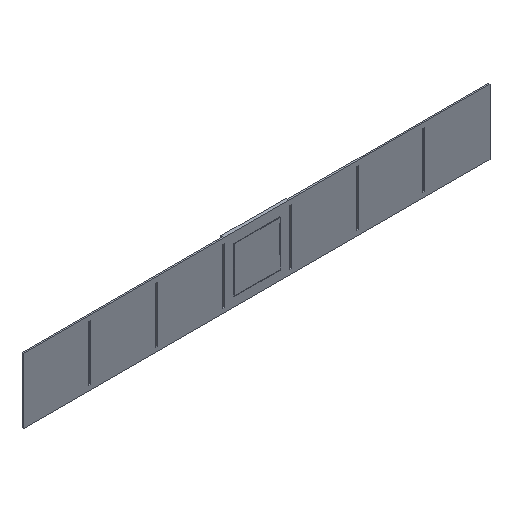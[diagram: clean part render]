
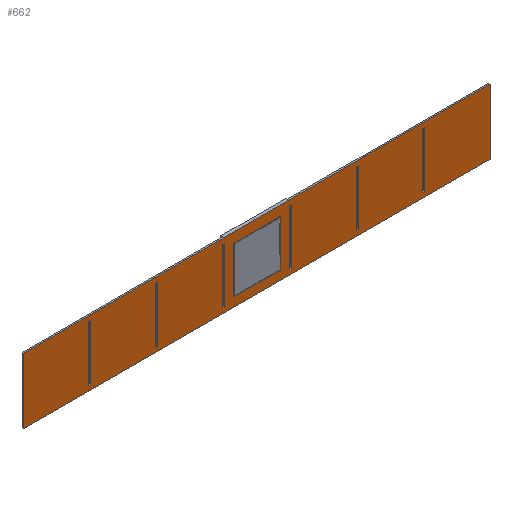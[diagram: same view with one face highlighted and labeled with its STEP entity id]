
A CAD part, isometric view. The second image highlights one B-rep face of the part: STEP entity #662.
In plain terms, the highlighted planar face has unit normal (0, -1, 0).
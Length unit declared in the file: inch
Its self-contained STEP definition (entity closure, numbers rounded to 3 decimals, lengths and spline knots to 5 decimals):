
#1=DIRECTION('',(0.,0.,-1.));
#2=VECTOR('',#1,0.17);
#3=CARTESIAN_POINT('',(0.1,0.,0.085));
#4=LINE('',#3,#2);
#5=DIRECTION('',(-1.,0.,0.));
#6=VECTOR('',#5,0.00594);
#7=CARTESIAN_POINT('',(0.10594,0.,-0.085));
#8=LINE('',#7,#6);
#9=DIRECTION('',(0.,0.,-1.));
#10=VECTOR('',#9,0.17);
#11=CARTESIAN_POINT('',(0.10594,0.,0.085));
#12=LINE('',#11,#10);
#13=DIRECTION('',(1.,0.,0.));
#14=VECTOR('',#13,0.00594);
#15=CARTESIAN_POINT('',(0.1,0.,0.085));
#16=LINE('',#15,#14);
#17=DIRECTION('',(0.,0.,1.));
#18=VECTOR('',#17,0.17);
#19=CARTESIAN_POINT('',(0.50906,0.,-0.085));
#20=LINE('',#19,#18);
#21=DIRECTION('',(-1.,0.,0.));
#22=VECTOR('',#21,0.00594);
#23=CARTESIAN_POINT('',(0.515,0.,-0.085));
#24=LINE('',#23,#22);
#25=DIRECTION('',(0.,0.,-1.));
#26=VECTOR('',#25,0.17);
#27=CARTESIAN_POINT('',(0.515,0.,0.085));
#28=LINE('',#27,#26);
#29=DIRECTION('',(1.,0.,0.));
#30=VECTOR('',#29,0.00594);
#31=CARTESIAN_POINT('',(0.50906,0.,0.085));
#32=LINE('',#31,#30);
#33=DIRECTION('',(0.,0.,1.));
#34=VECTOR('',#33,0.17);
#35=CARTESIAN_POINT('',(0.30594,0.,-0.085));
#36=LINE('',#35,#34);
#37=DIRECTION('',(-1.,0.,0.));
#38=VECTOR('',#37,0.00594);
#39=CARTESIAN_POINT('',(0.31189,0.,-0.085));
#40=LINE('',#39,#38);
#41=DIRECTION('',(0.,0.,-1.));
#42=VECTOR('',#41,0.17);
#43=CARTESIAN_POINT('',(0.31189,0.,0.085));
#44=LINE('',#43,#42);
#45=DIRECTION('',(1.,0.,0.));
#46=VECTOR('',#45,0.00594);
#47=CARTESIAN_POINT('',(0.30594,0.,0.085));
#48=LINE('',#47,#46);
#49=DIRECTION('',(0.,0.,1.));
#50=VECTOR('',#49,0.17);
#51=CARTESIAN_POINT('',(-0.1,0.,-0.085));
#52=LINE('',#51,#50);
#53=DIRECTION('',(-1.,0.,0.));
#54=VECTOR('',#53,0.00594);
#55=CARTESIAN_POINT('',(-0.1,0.,0.085));
#56=LINE('',#55,#54);
#57=DIRECTION('',(0.,0.,-1.));
#58=VECTOR('',#57,0.17);
#59=CARTESIAN_POINT('',(-0.10594,0.,0.085));
#60=LINE('',#59,#58);
#61=DIRECTION('',(1.,0.,0.));
#62=VECTOR('',#61,0.00594);
#63=CARTESIAN_POINT('',(-0.10594,0.,-0.085));
#64=LINE('',#63,#62);
#65=DIRECTION('',(0.,0.,1.));
#66=VECTOR('',#65,0.17);
#67=CARTESIAN_POINT('',(-0.50906,0.,-0.085));
#68=LINE('',#67,#66);
#69=DIRECTION('',(-1.,0.,0.));
#70=VECTOR('',#69,0.00594);
#71=CARTESIAN_POINT('',(-0.50906,0.,0.085));
#72=LINE('',#71,#70);
#73=DIRECTION('',(0.,0.,-1.));
#74=VECTOR('',#73,0.17);
#75=CARTESIAN_POINT('',(-0.515,0.,0.085));
#76=LINE('',#75,#74);
#77=DIRECTION('',(1.,0.,0.));
#78=VECTOR('',#77,0.00594);
#79=CARTESIAN_POINT('',(-0.515,0.,-0.085));
#80=LINE('',#79,#78);
#81=DIRECTION('',(0.,0.,1.));
#82=VECTOR('',#81,0.17);
#83=CARTESIAN_POINT('',(-0.30594,0.,-0.085));
#84=LINE('',#83,#82);
#85=DIRECTION('',(-1.,0.,0.));
#86=VECTOR('',#85,0.00594);
#87=CARTESIAN_POINT('',(-0.30594,0.,0.085));
#88=LINE('',#87,#86);
#89=DIRECTION('',(0.,0.,-1.));
#90=VECTOR('',#89,0.17);
#91=CARTESIAN_POINT('',(-0.31189,0.,0.085));
#92=LINE('',#91,#90);
#93=DIRECTION('',(1.,0.,0.));
#94=VECTOR('',#93,0.00594);
#95=CARTESIAN_POINT('',(-0.31189,0.,-0.085));
#96=LINE('',#95,#94);
#97=DIRECTION('',(1.,0.,0.));
#98=VECTOR('',#97,0.14);
#99=CARTESIAN_POINT('',(-0.07,0.,-0.07));
#100=LINE('',#99,#98);
#101=DIRECTION('',(0.,0.,1.));
#102=VECTOR('',#101,0.14);
#103=CARTESIAN_POINT('',(0.07,0.,-0.07));
#104=LINE('',#103,#102);
#105=DIRECTION('',(-1.,0.,0.));
#106=VECTOR('',#105,0.14);
#107=CARTESIAN_POINT('',(0.07,0.,0.07));
#108=LINE('',#107,#106);
#109=DIRECTION('',(0.,0.,-1.));
#110=VECTOR('',#109,0.14);
#111=CARTESIAN_POINT('',(-0.07,0.,0.07));
#112=LINE('',#111,#110);
#113=DIRECTION('',(0.,0.,1.));
#114=VECTOR('',#113,0.2);
#115=CARTESIAN_POINT('',(0.715,0.,-0.1));
#116=LINE('',#115,#114);
#117=DIRECTION('',(0.,0.,1.));
#118=VECTOR('',#117,0.2);
#119=CARTESIAN_POINT('',(-0.715,0.,-0.1));
#120=LINE('',#119,#118);
#237=DIRECTION('',(1.,0.,0.));
#238=VECTOR('',#237,1.43);
#239=CARTESIAN_POINT('',(-0.715,0.,-0.1));
#240=LINE('',#239,#238);
#253=DIRECTION('',(-1.,0.,0.));
#254=VECTOR('',#253,1.43);
#255=CARTESIAN_POINT('',(0.715,0.,0.1));
#256=LINE('',#255,#254);
#441=CARTESIAN_POINT('',(-0.10594,0.,0.085));
#442=CARTESIAN_POINT('',(-0.10594,0.,-0.085));
#443=VERTEX_POINT('',#441);
#444=VERTEX_POINT('',#442);
#445=CARTESIAN_POINT('',(-0.30594,0.,-0.085));
#446=CARTESIAN_POINT('',(-0.30594,0.,0.085));
#447=VERTEX_POINT('',#445);
#448=VERTEX_POINT('',#446);
#449=CARTESIAN_POINT('',(-0.31189,0.,0.085));
#450=VERTEX_POINT('',#449);
#451=CARTESIAN_POINT('',(-0.31189,0.,-0.085));
#452=VERTEX_POINT('',#451);
#453=CARTESIAN_POINT('',(-0.50906,0.,-0.085));
#454=CARTESIAN_POINT('',(-0.50906,0.,0.085));
#455=VERTEX_POINT('',#453);
#456=VERTEX_POINT('',#454);
#457=CARTESIAN_POINT('',(-0.515,0.,0.085));
#458=VERTEX_POINT('',#457);
#459=CARTESIAN_POINT('',(-0.515,0.,-0.085));
#460=VERTEX_POINT('',#459);
#461=CARTESIAN_POINT('',(-0.715,0.,-0.1));
#462=CARTESIAN_POINT('',(-0.715,0.,0.1));
#463=VERTEX_POINT('',#461);
#464=VERTEX_POINT('',#462);
#493=CARTESIAN_POINT('',(-0.1,0.,0.085));
#495=VERTEX_POINT('',#493);
#497=CARTESIAN_POINT('',(-0.1,0.,-0.085));
#498=VERTEX_POINT('',#497);
#501=CARTESIAN_POINT('',(0.10594,0.,0.085));
#502=CARTESIAN_POINT('',(0.10594,0.,-0.085));
#503=VERTEX_POINT('',#501);
#504=VERTEX_POINT('',#502);
#505=CARTESIAN_POINT('',(0.30594,0.,-0.085));
#506=CARTESIAN_POINT('',(0.30594,0.,0.085));
#507=VERTEX_POINT('',#505);
#508=VERTEX_POINT('',#506);
#509=CARTESIAN_POINT('',(0.31189,0.,0.085));
#510=VERTEX_POINT('',#509);
#511=CARTESIAN_POINT('',(0.31189,0.,-0.085));
#512=VERTEX_POINT('',#511);
#513=CARTESIAN_POINT('',(0.50906,0.,-0.085));
#514=CARTESIAN_POINT('',(0.50906,0.,0.085));
#515=VERTEX_POINT('',#513);
#516=VERTEX_POINT('',#514);
#517=CARTESIAN_POINT('',(0.515,0.,0.085));
#518=VERTEX_POINT('',#517);
#519=CARTESIAN_POINT('',(0.515,0.,-0.085));
#520=VERTEX_POINT('',#519);
#521=CARTESIAN_POINT('',(0.715,0.,-0.1));
#522=CARTESIAN_POINT('',(0.715,0.,0.1));
#523=VERTEX_POINT('',#521);
#524=VERTEX_POINT('',#522);
#549=CARTESIAN_POINT('',(0.1,0.,0.085));
#550=VERTEX_POINT('',#549);
#555=CARTESIAN_POINT('',(0.1,0.,-0.085));
#556=VERTEX_POINT('',#555);
#569=CARTESIAN_POINT('',(-0.07,0.,-0.07));
#570=CARTESIAN_POINT('',(0.07,0.,-0.07));
#571=VERTEX_POINT('',#569);
#572=VERTEX_POINT('',#570);
#573=CARTESIAN_POINT('',(0.07,0.,0.07));
#574=VERTEX_POINT('',#573);
#575=CARTESIAN_POINT('',(-0.07,0.,0.07));
#576=VERTEX_POINT('',#575);
#577=CARTESIAN_POINT('',(0.,0.,0.));
#578=DIRECTION('',(0.,1.,0.));
#579=DIRECTION('',(1.,0.,0.));
#580=AXIS2_PLACEMENT_3D('',#577,#578,#579);
#581=PLANE('',#580);
#583=ORIENTED_EDGE('',*,*,#582,.F.);
#585=ORIENTED_EDGE('',*,*,#584,.F.);
#587=ORIENTED_EDGE('',*,*,#586,.F.);
#589=ORIENTED_EDGE('',*,*,#588,.T.);
#590=EDGE_LOOP('',(#583,#585,#587,#589));
#591=FACE_OUTER_BOUND('',#590,.F.);
#593=ORIENTED_EDGE('',*,*,#592,.F.);
#595=ORIENTED_EDGE('',*,*,#594,.F.);
#597=ORIENTED_EDGE('',*,*,#596,.F.);
#599=ORIENTED_EDGE('',*,*,#598,.F.);
#600=EDGE_LOOP('',(#593,#595,#597,#599));
#601=FACE_BOUND('',#600,.F.);
#603=ORIENTED_EDGE('',*,*,#602,.F.);
#605=ORIENTED_EDGE('',*,*,#604,.F.);
#607=ORIENTED_EDGE('',*,*,#606,.F.);
#609=ORIENTED_EDGE('',*,*,#608,.F.);
#610=EDGE_LOOP('',(#603,#605,#607,#609));
#611=FACE_BOUND('',#610,.F.);
#613=ORIENTED_EDGE('',*,*,#612,.T.);
#615=ORIENTED_EDGE('',*,*,#614,.T.);
#617=ORIENTED_EDGE('',*,*,#616,.T.);
#619=ORIENTED_EDGE('',*,*,#618,.T.);
#620=EDGE_LOOP('',(#613,#615,#617,#619));
#621=FACE_BOUND('',#620,.F.);
#623=ORIENTED_EDGE('',*,*,#622,.T.);
#625=ORIENTED_EDGE('',*,*,#624,.T.);
#627=ORIENTED_EDGE('',*,*,#626,.T.);
#629=ORIENTED_EDGE('',*,*,#628,.T.);
#630=EDGE_LOOP('',(#623,#625,#627,#629));
#631=FACE_BOUND('',#630,.F.);
#633=ORIENTED_EDGE('',*,*,#632,.T.);
#635=ORIENTED_EDGE('',*,*,#634,.T.);
#637=ORIENTED_EDGE('',*,*,#636,.T.);
#639=ORIENTED_EDGE('',*,*,#638,.T.);
#640=EDGE_LOOP('',(#633,#635,#637,#639));
#641=FACE_BOUND('',#640,.F.);
#643=ORIENTED_EDGE('',*,*,#642,.T.);
#645=ORIENTED_EDGE('',*,*,#644,.T.);
#647=ORIENTED_EDGE('',*,*,#646,.T.);
#649=ORIENTED_EDGE('',*,*,#648,.T.);
#650=EDGE_LOOP('',(#643,#645,#647,#649));
#651=FACE_BOUND('',#650,.F.);
#653=ORIENTED_EDGE('',*,*,#652,.T.);
#655=ORIENTED_EDGE('',*,*,#654,.F.);
#657=ORIENTED_EDGE('',*,*,#656,.F.);
#659=ORIENTED_EDGE('',*,*,#658,.F.);
#660=EDGE_LOOP('',(#653,#655,#657,#659));
#661=FACE_BOUND('',#660,.F.);
#662=ADVANCED_FACE('',(#591,#601,#611,#621,#631,#641,#651,#661),#581,.F.);
#582=EDGE_CURVE('',#524,#464,#256,.T.);
#584=EDGE_CURVE('',#523,#524,#116,.T.);
#586=EDGE_CURVE('',#463,#523,#240,.T.);
#588=EDGE_CURVE('',#463,#464,#120,.T.);
#592=EDGE_CURVE('',#515,#516,#20,.T.);
#594=EDGE_CURVE('',#520,#515,#24,.T.);
#596=EDGE_CURVE('',#518,#520,#28,.T.);
#598=EDGE_CURVE('',#516,#518,#32,.T.);
#602=EDGE_CURVE('',#507,#508,#36,.T.);
#604=EDGE_CURVE('',#512,#507,#40,.T.);
#606=EDGE_CURVE('',#510,#512,#44,.T.);
#608=EDGE_CURVE('',#508,#510,#48,.T.);
#612=EDGE_CURVE('',#498,#495,#52,.T.);
#614=EDGE_CURVE('',#495,#443,#56,.T.);
#616=EDGE_CURVE('',#443,#444,#60,.T.);
#618=EDGE_CURVE('',#444,#498,#64,.T.);
#622=EDGE_CURVE('',#455,#456,#68,.T.);
#624=EDGE_CURVE('',#456,#458,#72,.T.);
#626=EDGE_CURVE('',#458,#460,#76,.T.);
#628=EDGE_CURVE('',#460,#455,#80,.T.);
#632=EDGE_CURVE('',#447,#448,#84,.T.);
#634=EDGE_CURVE('',#448,#450,#88,.T.);
#636=EDGE_CURVE('',#450,#452,#92,.T.);
#638=EDGE_CURVE('',#452,#447,#96,.T.);
#642=EDGE_CURVE('',#571,#572,#100,.T.);
#644=EDGE_CURVE('',#572,#574,#104,.T.);
#646=EDGE_CURVE('',#574,#576,#108,.T.);
#648=EDGE_CURVE('',#576,#571,#112,.T.);
#652=EDGE_CURVE('',#550,#556,#4,.T.);
#654=EDGE_CURVE('',#504,#556,#8,.T.);
#656=EDGE_CURVE('',#503,#504,#12,.T.);
#658=EDGE_CURVE('',#550,#503,#16,.T.);
